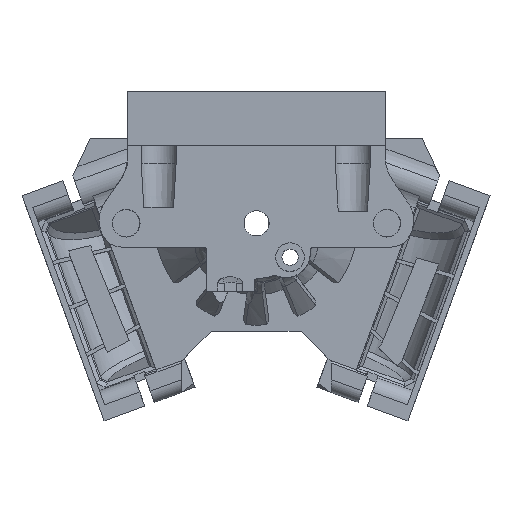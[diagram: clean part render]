
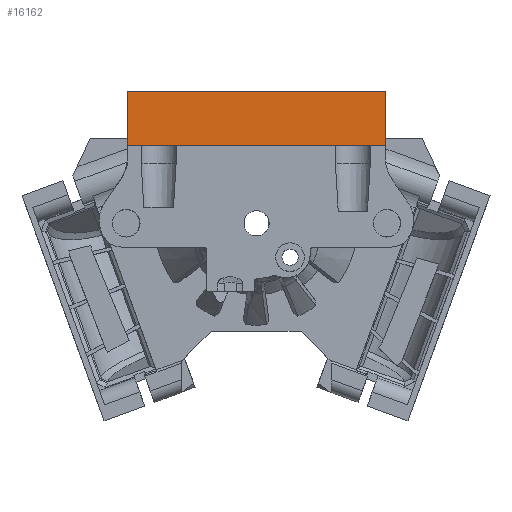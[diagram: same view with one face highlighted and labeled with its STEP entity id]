
A CAD part, top view. The second image highlights one B-rep face of the part: STEP entity #16162.
In plain terms, the highlighted planar face has unit normal (0, 0, 1).
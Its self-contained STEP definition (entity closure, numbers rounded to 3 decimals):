
#1950=FACE_OUTER_BOUND('',#2861,.T.);
#2861=EDGE_LOOP('',(#14802,#14803,#14804,#14805));
#4727=LINE('',#42215,#6013);
#4729=LINE('',#42223,#6015);
#4730=LINE('',#42225,#6016);
#4731=LINE('',#42226,#6017);
#6013=VECTOR('',#21130,10.);
#6015=VECTOR('',#21134,10.);
#6016=VECTOR('',#21135,10.);
#6017=VECTOR('',#21136,10.);
#7588=VERTEX_POINT('',#42212);
#7589=VERTEX_POINT('',#42214);
#7590=VERTEX_POINT('',#42222);
#7591=VERTEX_POINT('',#42224);
#10002=EDGE_CURVE('',#7589,#7588,#4727,.T.);
#10005=EDGE_CURVE('',#7588,#7590,#4729,.T.);
#10006=EDGE_CURVE('',#7590,#7591,#4730,.T.);
#10007=EDGE_CURVE('',#7591,#7589,#4731,.T.);
#14802=ORIENTED_EDGE('',*,*,#10005,.T.);
#14803=ORIENTED_EDGE('',*,*,#10006,.T.);
#14804=ORIENTED_EDGE('',*,*,#10007,.T.);
#14805=ORIENTED_EDGE('',*,*,#10002,.T.);
#15330=PLANE('',#17413);
#16162=ADVANCED_FACE('',(#1950),#15330,.T.);
#17413=AXIS2_PLACEMENT_3D('',#42221,#21132,#21133);
#21130=DIRECTION('',(0.,1.,0.));
#21132=DIRECTION('center_axis',(0.,0.,
1.));
#21133=DIRECTION('ref_axis',(1.,0.,0.));
#21134=DIRECTION('',(-1.,0.,0.));
#21135=DIRECTION('',(0.,-1.,0.));
#21136=DIRECTION('',(1.,0.,0.));
#42212=CARTESIAN_POINT('',(148.347,151.519,139.169));
#42214=CARTESIAN_POINT('',(148.347,142.5,139.169));
#42215=CARTESIAN_POINT('',(148.347,137.596,139.169));
#42221=CARTESIAN_POINT('Origin',(126.799,131.558,139.169));
#42222=CARTESIAN_POINT('',(105.252,151.519,139.169));
#42223=CARTESIAN_POINT('',(126.839,151.519,139.169));
#42224=CARTESIAN_POINT('',(105.252,142.5,139.169));
#42225=CARTESIAN_POINT('',(105.252,137.596,139.169));
#42226=CARTESIAN_POINT('',(116.459,142.5,139.169));
